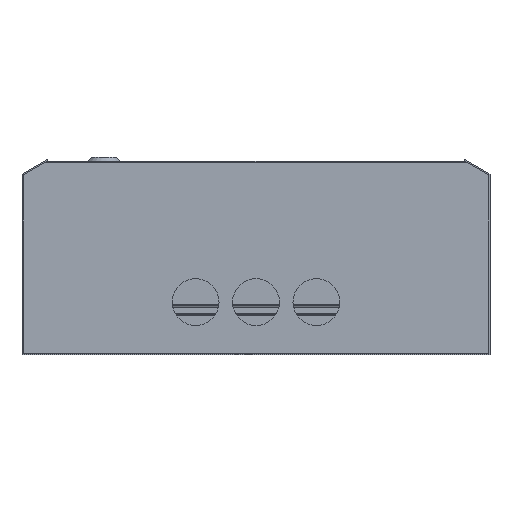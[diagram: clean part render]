
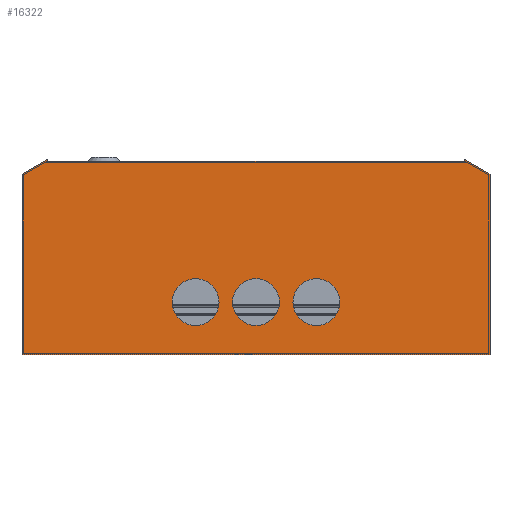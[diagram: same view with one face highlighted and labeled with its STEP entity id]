
A CAD part, front view. The second image highlights one B-rep face of the part: STEP entity #16322.
In plain terms, the highlighted planar face has unit normal (0, -1, 0).
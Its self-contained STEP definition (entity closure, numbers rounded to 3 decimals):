
#850 = CIRCLE ( 'NONE', #15512, 15.5 ) ;
#889 = DIRECTION ( 'NONE',  ( 0., 0., 1. ) ) ;
#914 = ORIENTED_EDGE ( 'NONE', *, *, #18888, .F. ) ;
#1315 = ORIENTED_EDGE ( 'NONE', *, *, #11961, .F. ) ;
#1672 = VECTOR ( 'NONE', #20064, 1000. ) ;
#1911 = DIRECTION ( 'NONE',  ( 1., 0., 0. ) ) ;
#3060 = ORIENTED_EDGE ( 'NONE', *, *, #11502, .F. ) ;
#3309 = CIRCLE ( 'NONE', #22524, 15.5 ) ;
#3553 = ORIENTED_EDGE ( 'NONE', *, *, #9614, .F. ) ;
#3854 = VERTEX_POINT ( 'NONE', #13556 ) ;
#4425 = ORIENTED_EDGE ( 'NONE', *, *, #15362, .T. ) ;
#4844 = AXIS2_PLACEMENT_3D ( 'NONE', #5402, #5049, #7070 ) ;
#4908 = DIRECTION ( 'NONE',  ( 0., 0., 1. ) ) ;
#4925 = VECTOR ( 'NONE', #1911, 1000. ) ;
#5049 = DIRECTION ( 'NONE',  ( 0., 1., 0. ) ) ;
#5402 = CARTESIAN_POINT ( 'NONE',  ( -40., -355., -93.2 ) ) ;
#5570 = EDGE_CURVE ( 'NONE', #11129, #13732, #6828, .T. ) ;
#5630 = ORIENTED_EDGE ( 'NONE', *, *, #13759, .T. ) ;
#5795 = LINE ( 'NONE', #13317, #15700 ) ;
#6182 = ORIENTED_EDGE ( 'NONE', *, *, #18318, .T. ) ;
#6563 = EDGE_CURVE ( 'NONE', #10668, #10557, #13304, .T. ) ;
#6592 = FACE_BOUND ( 'NONE', #22285, .T. ) ;
#6686 = CARTESIAN_POINT ( 'NONE',  ( 0., -355., -93.2 ) ) ;
#6741 = CARTESIAN_POINT ( 'NONE',  ( -155., -355., -128.2 ) ) ;
#6828 = CIRCLE ( 'NONE', #16343, 15.5 ) ;
#7063 = CARTESIAN_POINT ( 'NONE',  ( -40., -355., -108.7 ) ) ;
#7070 = DIRECTION ( 'NONE',  ( 0., 0., 1. ) ) ;
#7085 = VERTEX_POINT ( 'NONE', #19252 ) ;
#7191 = LINE ( 'NONE', #17859, #13674 ) ;
#7847 = EDGE_LOOP ( 'NONE', ( #914, #8489, #23233, #3060, #3553, #1315, #8892, #16793 ) ) ;
#8489 = ORIENTED_EDGE ( 'NONE', *, *, #6563, .F. ) ;
#8491 = FACE_BOUND ( 'NONE', #21922, .T. ) ;
#8545 = AXIS2_PLACEMENT_3D ( 'NONE', #18823, #22420, #12562 ) ;
#8892 = ORIENTED_EDGE ( 'NONE', *, *, #24599, .F. ) ;
#9396 = VERTEX_POINT ( 'NONE', #18208 ) ;
#9398 = CARTESIAN_POINT ( 'NONE',  ( 0., -355., 0. ) ) ;
#9614 = EDGE_CURVE ( 'NONE', #13097, #11080, #20904, .T. ) ;
#10499 = CARTESIAN_POINT ( 'NONE',  ( 138.1, -355., 0. ) ) ;
#10557 = VERTEX_POINT ( 'NONE', #6741 ) ;
#10668 = VERTEX_POINT ( 'NONE', #13001 ) ;
#10720 = VECTOR ( 'NONE', #13606, 1000. ) ;
#11080 = VERTEX_POINT ( 'NONE', #16576 ) ;
#11129 = VERTEX_POINT ( 'NONE', #7063 ) ;
#11345 = CIRCLE ( 'NONE', #4844, 15.5 ) ;
#11353 = DIRECTION ( 'NONE',  ( 0., 1., 0. ) ) ;
#11502 = EDGE_CURVE ( 'NONE', #11080, #3854, #7191, .T. ) ;
#11524 = DIRECTION ( 'NONE',  ( 0., 0., 1. ) ) ;
#11957 = DIRECTION ( 'NONE',  ( 0., 0., -1. ) ) ;
#11961 = EDGE_CURVE ( 'NONE', #7085, #13097, #12115, .T. ) ;
#12115 = LINE ( 'NONE', #17653, #4925 ) ;
#12531 = LINE ( 'NONE', #17803, #14327 ) ;
#12562 = DIRECTION ( 'NONE',  ( 0., 0., 1. ) ) ;
#12867 = DIRECTION ( 'NONE',  ( 0., 1., 0. ) ) ;
#13000 = DIRECTION ( 'NONE',  ( 0., 0., 1. ) ) ;
#13001 = CARTESIAN_POINT ( 'NONE',  ( 155., -355., -128.2 ) ) ;
#13014 = CARTESIAN_POINT ( 'NONE',  ( -40., -355., -77.7 ) ) ;
#13097 = VERTEX_POINT ( 'NONE', #10499 ) ;
#13192 = AXIS2_PLACEMENT_3D ( 'NONE', #9398, #13345, #13582 ) ;
#13304 = LINE ( 'NONE', #23303, #13891 ) ;
#13312 = VERTEX_POINT ( 'NONE', #19246 ) ;
#13317 = CARTESIAN_POINT ( 'NONE',  ( 155., -355., -128.2 ) ) ;
#13345 = DIRECTION ( 'NONE',  ( 0., 1., 0. ) ) ;
#13384 = VERTEX_POINT ( 'NONE', #13456 ) ;
#13390 = VERTEX_POINT ( 'NONE', #21330 ) ;
#13456 = CARTESIAN_POINT ( 'NONE',  ( 40., -355., -77.7 ) ) ;
#13556 = CARTESIAN_POINT ( 'NONE',  ( 155., -355., -8.429 ) ) ;
#13582 = DIRECTION ( 'NONE',  ( 0., 0., 1. ) ) ;
#13606 = DIRECTION ( 'NONE',  ( 0., 0., 1. ) ) ;
#13674 = VECTOR ( 'NONE', #20123, 1000. ) ;
#13732 = VERTEX_POINT ( 'NONE', #13014 ) ;
#13759 = EDGE_CURVE ( 'NONE', #13384, #13390, #3309, .T. ) ;
#13891 = VECTOR ( 'NONE', #21626, 1000. ) ;
#14327 = VECTOR ( 'NONE', #11957, 1000. ) ;
#14640 = ORIENTED_EDGE ( 'NONE', *, *, #15517, .T. ) ;
#14770 = CARTESIAN_POINT ( 'NONE',  ( -155., -355., -128.2 ) ) ;
#15362 = EDGE_CURVE ( 'NONE', #13390, #13384, #18724, .T. ) ;
#15374 = DIRECTION ( 'NONE',  ( 0., 1., 0. ) ) ;
#15379 = CARTESIAN_POINT ( 'NONE',  ( 0., -355., -93.2 ) ) ;
#15512 = AXIS2_PLACEMENT_3D ( 'NONE', #6686, #12867, #889 ) ;
#15517 = EDGE_CURVE ( 'NONE', #13732, #11129, #11345, .T. ) ;
#15700 = VECTOR ( 'NONE', #21019, 1000. ) ;
#16322 = ADVANCED_FACE ( 'NONE', ( #8491, #18350, #6592, #21784 ), #21299, .F. ) ;
#16343 = AXIS2_PLACEMENT_3D ( 'NONE', #21537, #15374, #21447 ) ;
#16471 = EDGE_LOOP ( 'NONE', ( #6182, #17065 ) ) ;
#16576 = CARTESIAN_POINT ( 'NONE',  ( 138.1, -355., 1.328 ) ) ;
#16793 = ORIENTED_EDGE ( 'NONE', *, *, #20429, .F. ) ;
#16866 = EDGE_CURVE ( 'NONE', #13312, #23121, #18010, .T. ) ;
#17065 = ORIENTED_EDGE ( 'NONE', *, *, #16866, .T. ) ;
#17452 = LINE ( 'NONE', #24083, #1672 ) ;
#17653 = CARTESIAN_POINT ( 'NONE',  ( -138.1, -355., 0. ) ) ;
#17803 = CARTESIAN_POINT ( 'NONE',  ( -138.1, -355., 1.328 ) ) ;
#17827 = VERTEX_POINT ( 'NONE', #22890 ) ;
#17832 = AXIS2_PLACEMENT_3D ( 'NONE', #15379, #11353, #11524 ) ;
#17859 = CARTESIAN_POINT ( 'NONE',  ( 155., -355., -8.429 ) ) ;
#18010 = CIRCLE ( 'NONE', #17832, 15.5 ) ;
#18208 = CARTESIAN_POINT ( 'NONE',  ( -155., -355., -8.429 ) ) ;
#18318 = EDGE_CURVE ( 'NONE', #23121, #13312, #850, .T. ) ;
#18350 = FACE_BOUND ( 'NONE', #16471, .T. ) ;
#18724 = CIRCLE ( 'NONE', #8545, 15.5 ) ;
#18823 = CARTESIAN_POINT ( 'NONE',  ( 40., -355., -93.2 ) ) ;
#18888 = EDGE_CURVE ( 'NONE', #10557, #9396, #23136, .T. ) ;
#19246 = CARTESIAN_POINT ( 'NONE',  ( 0., -355., -108.7 ) ) ;
#19252 = CARTESIAN_POINT ( 'NONE',  ( -138.1, -355., 0. ) ) ;
#20064 = DIRECTION ( 'NONE',  ( 0.866, 0., 0.5 ) ) ;
#20123 = DIRECTION ( 'NONE',  ( 0.866, 0., -0.5 ) ) ;
#20429 = EDGE_CURVE ( 'NONE', #9396, #17827, #17452, .T. ) ;
#20904 = LINE ( 'NONE', #25328, #10720 ) ;
#21019 = DIRECTION ( 'NONE',  ( 0., 0., -1. ) ) ;
#21299 = PLANE ( 'NONE',  #13192 ) ;
#21330 = CARTESIAN_POINT ( 'NONE',  ( 40., -355., -108.7 ) ) ;
#21447 = DIRECTION ( 'NONE',  ( 0., 0., 1. ) ) ;
#21537 = CARTESIAN_POINT ( 'NONE',  ( -40., -355., -93.2 ) ) ;
#21626 = DIRECTION ( 'NONE',  ( -1., 0., 0. ) ) ;
#21784 = FACE_OUTER_BOUND ( 'NONE', #7847, .T. ) ;
#21875 = VECTOR ( 'NONE', #13000, 1000. ) ;
#21922 = EDGE_LOOP ( 'NONE', ( #5630, #4425 ) ) ;
#22285 = EDGE_LOOP ( 'NONE', ( #14640, #25409 ) ) ;
#22420 = DIRECTION ( 'NONE',  ( 0., 1., 0. ) ) ;
#22524 = AXIS2_PLACEMENT_3D ( 'NONE', #22709, #22971, #4908 ) ;
#22709 = CARTESIAN_POINT ( 'NONE',  ( 40., -355., -93.2 ) ) ;
#22890 = CARTESIAN_POINT ( 'NONE',  ( -138.1, -355., 1.328 ) ) ;
#22971 = DIRECTION ( 'NONE',  ( 0., 1., 0. ) ) ;
#23121 = VERTEX_POINT ( 'NONE', #24588 ) ;
#23136 = LINE ( 'NONE', #14770, #21875 ) ;
#23233 = ORIENTED_EDGE ( 'NONE', *, *, #25592, .F. ) ;
#23303 = CARTESIAN_POINT ( 'NONE',  ( -155., -355., -128.2 ) ) ;
#24083 = CARTESIAN_POINT ( 'NONE',  ( -155., -355., -8.429 ) ) ;
#24588 = CARTESIAN_POINT ( 'NONE',  ( 0., -355., -77.7 ) ) ;
#24599 = EDGE_CURVE ( 'NONE', #17827, #7085, #12531, .T. ) ;
#25328 = CARTESIAN_POINT ( 'NONE',  ( 138.1, -355., 1.328 ) ) ;
#25409 = ORIENTED_EDGE ( 'NONE', *, *, #5570, .T. ) ;
#25592 = EDGE_CURVE ( 'NONE', #3854, #10668, #5795, .T. ) ;
